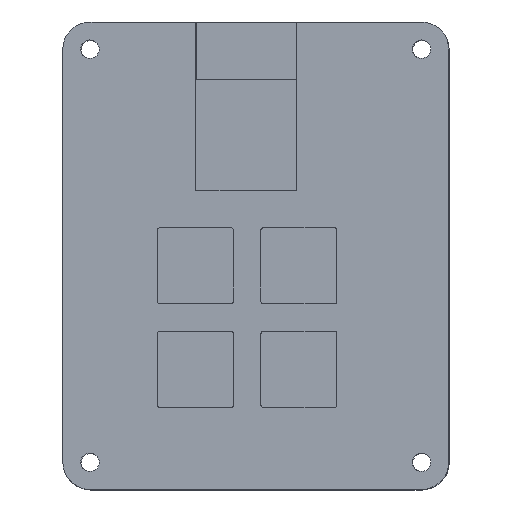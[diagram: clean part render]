
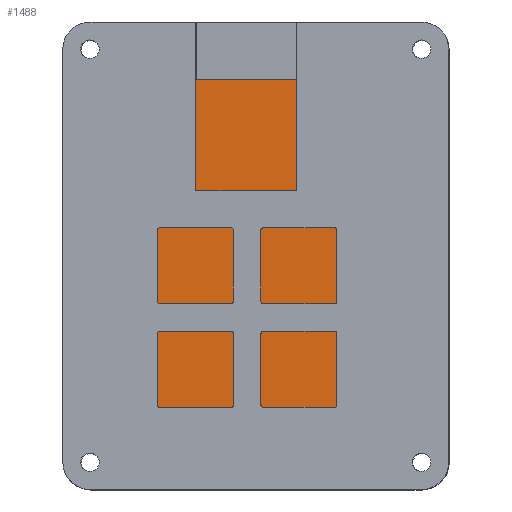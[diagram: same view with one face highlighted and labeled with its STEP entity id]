
A CAD part, top view. The second image highlights one B-rep face of the part: STEP entity #1488.
In plain terms, the highlighted face is planar.
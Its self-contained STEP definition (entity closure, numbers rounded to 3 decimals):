
#64=PLANE('',#1597);
#112=FACE_OUTER_BOUND('',#196,.T.);
#196=EDGE_LOOP('',(#1083,#1084,#1085,#1086));
#320=LINE('',#2279,#464);
#322=LINE('',#2283,#466);
#323=LINE('',#2285,#467);
#324=LINE('',#2286,#468);
#464=VECTOR('',#1815,10.);
#466=VECTOR('',#1819,10.);
#467=VECTOR('',#1820,10.);
#468=VECTOR('',#1821,10.);
#679=VERTEX_POINT('',#2276);
#680=VERTEX_POINT('',#2278);
#681=VERTEX_POINT('',#2282);
#682=VERTEX_POINT('',#2284);
#836=EDGE_CURVE('',#679,#680,#320,.T.);
#838=EDGE_CURVE('',#681,#679,#322,.T.);
#839=EDGE_CURVE('',#682,#681,#323,.T.);
#840=EDGE_CURVE('',#680,#682,#324,.T.);
#1083=ORIENTED_EDGE('',*,*,#838,.F.);
#1084=ORIENTED_EDGE('',*,*,#839,.F.);
#1085=ORIENTED_EDGE('',*,*,#840,.F.);
#1086=ORIENTED_EDGE('',*,*,#836,.F.);
#1488=ADVANCED_FACE('',(#112),#64,.T.);
#1597=AXIS2_PLACEMENT_3D('',#2281,#1817,#1818);
#1815=DIRECTION('',(1.,0.,0.));
#1817=DIRECTION('center_axis',(0.,1.,0.));
#1818=DIRECTION('ref_axis',(0.,0.,1.));
#1819=DIRECTION('',(0.,0.,-1.));
#1820=DIRECTION('',(-1.,0.,0.));
#1821=DIRECTION('',(0.,0.,1.));
#2276=CARTESIAN_POINT('',(-218.234,3.,7.154));
#2278=CARTESIAN_POINT('',(-167.234,3.,7.154));
#2279=CARTESIAN_POINT('',(-205.484,3.,7.154));
#2281=CARTESIAN_POINT('Origin',(-192.734,3.,40.154));
#2282=CARTESIAN_POINT('',(-218.234,3.,73.154));
#2283=CARTESIAN_POINT('',(-218.234,3.,56.654));
#2284=CARTESIAN_POINT('',(-167.234,3.,73.154));
#2285=CARTESIAN_POINT('',(-179.984,3.,73.154));
#2286=CARTESIAN_POINT('',(-167.234,3.,23.654));
